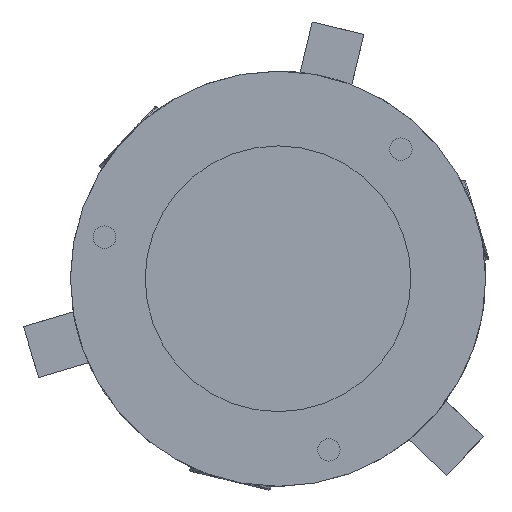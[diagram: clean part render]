
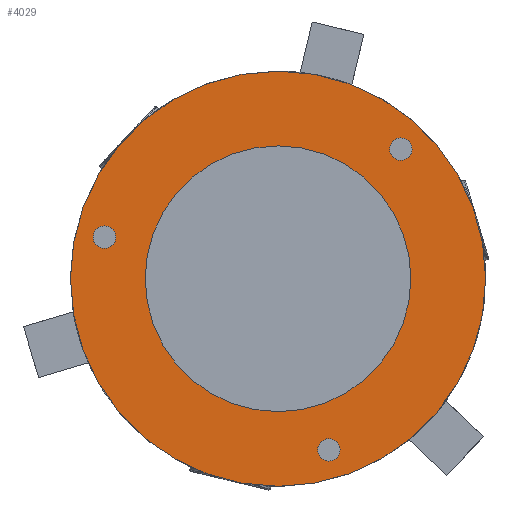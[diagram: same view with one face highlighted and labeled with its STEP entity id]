
A CAD part, left-side view. The second image highlights one B-rep face of the part: STEP entity #4029.
In plain terms, the highlighted planar face has unit normal (-1, 0, 0).
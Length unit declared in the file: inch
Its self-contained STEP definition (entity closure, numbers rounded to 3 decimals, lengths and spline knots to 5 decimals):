
#26=FACE_BOUND('',#660,.T.);
#27=FACE_BOUND('',#661,.T.);
#28=FACE_BOUND('',#662,.T.);
#29=FACE_BOUND('',#663,.T.);
#202=PLANE('',#4336);
#440=FACE_OUTER_BOUND('',#659,.T.);
#659=EDGE_LOOP('',(#3749));
#660=EDGE_LOOP('',(#3750));
#661=EDGE_LOOP('',(#3751));
#662=EDGE_LOOP('',(#3752));
#663=EDGE_LOOP('',(#3753));
#1701=CIRCLE('',#4271,3.99852);
#1731=CIRCLE('',#4306,0.21686);
#1733=CIRCLE('',#4309,0.21686);
#1735=CIRCLE('',#4312,0.21686);
#1737=CIRCLE('',#4315,2.55906);
#2053=VERTEX_POINT('',#6925);
#2112=VERTEX_POINT('',#7252);
#2114=VERTEX_POINT('',#7258);
#2116=VERTEX_POINT('',#7264);
#2118=VERTEX_POINT('',#7270);
#2578=EDGE_CURVE('',#2053,#2053,#1701,.T.);
#2642=EDGE_CURVE('',#2112,#2112,#1731,.T.);
#2645=EDGE_CURVE('',#2114,#2114,#1733,.T.);
#2648=EDGE_CURVE('',#2116,#2116,#1735,.T.);
#2651=EDGE_CURVE('',#2118,#2118,#1737,.T.);
#3749=ORIENTED_EDGE('',*,*,#2578,.F.);
#3750=ORIENTED_EDGE('',*,*,#2642,.F.);
#3751=ORIENTED_EDGE('',*,*,#2645,.F.);
#3752=ORIENTED_EDGE('',*,*,#2648,.F.);
#3753=ORIENTED_EDGE('',*,*,#2651,.F.);
#4029=ADVANCED_FACE('',(#440,#26,#27,#28,#29),#202,.F.);
#4271=AXIS2_PLACEMENT_3D('',#6927,#5164,#5165);
#4306=AXIS2_PLACEMENT_3D('',#7253,#5262,#5263);
#4309=AXIS2_PLACEMENT_3D('',#7259,#5269,#5270);
#4312=AXIS2_PLACEMENT_3D('',#7265,#5276,#5277);
#4315=AXIS2_PLACEMENT_3D('',#7271,#5283,#5284);
#4336=AXIS2_PLACEMENT_3D('',#7314,#5346,#5347);
#5164=DIRECTION('center_axis',(1.,0.,0.));
#5165=DIRECTION('ref_axis',(0.,0.,-1.));
#5262=DIRECTION('center_axis',(-1.,0.,0.));
#5263=DIRECTION('ref_axis',(0.,0.,-1.));
#5269=DIRECTION('center_axis',(-1.,0.,0.));
#5270=DIRECTION('ref_axis',(0.,0.,-1.));
#5276=DIRECTION('center_axis',(-1.,0.,0.));
#5277=DIRECTION('ref_axis',(0.,0.,-1.));
#5283=DIRECTION('center_axis',(-1.,0.,0.));
#5284=DIRECTION('ref_axis',(0.,0.,-1.));
#5346=DIRECTION('center_axis',(1.,0.,0.));
#5347=DIRECTION('ref_axis',(0.,0.,-1.));
#6925=CARTESIAN_POINT('',(10.62992,7.87402,4.27411));
#6927=CARTESIAN_POINT('Origin',(10.62992,7.87402,0.27559));
#7252=CARTESIAN_POINT('',(10.62992,5.50896,2.98873));
#7253=CARTESIAN_POINT('Origin',(10.62992,5.50896,2.77187));
#7258=CARTESIAN_POINT('',(10.62992,6.8947,-2.80388));
#7259=CARTESIAN_POINT('Origin',(10.62992,6.8947,-3.02074));
#7264=CARTESIAN_POINT('',(10.62992,11.21838,1.29251));
#7265=CARTESIAN_POINT('Origin',(10.62992,11.21838,1.07565));
#7270=CARTESIAN_POINT('',(10.62992,7.87402,2.83465));
#7271=CARTESIAN_POINT('Origin',(10.62992,7.87402,0.27559));
#7314=CARTESIAN_POINT('Origin',(10.62992,7.87402,0.27559));
